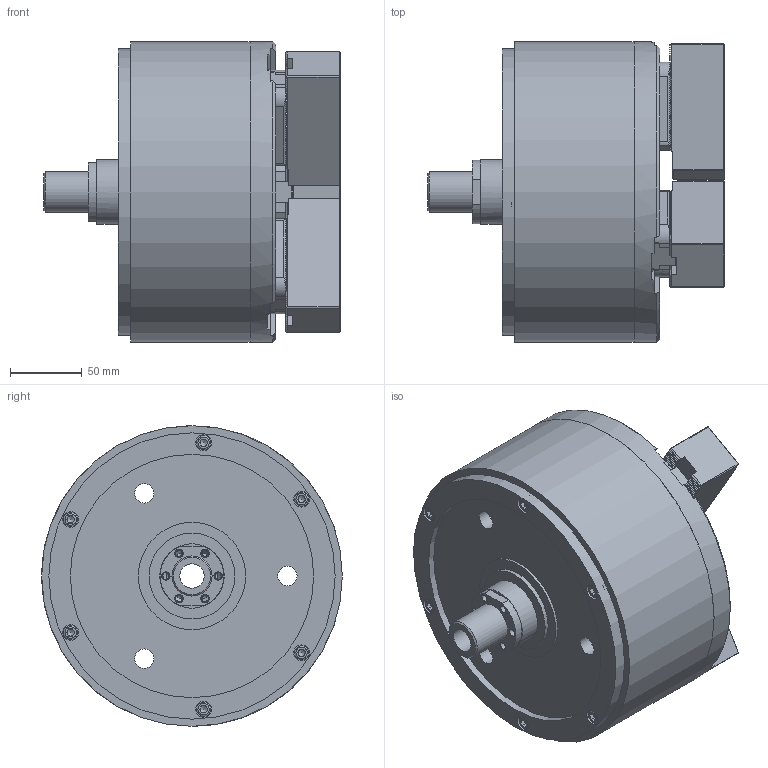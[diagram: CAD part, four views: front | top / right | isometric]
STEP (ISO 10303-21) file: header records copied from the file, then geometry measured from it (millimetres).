
FILE_DESCRIPTION(/* description */ ('Unknown'),/* implementation_level */ '2;1');
FILE_NAME(/* name */ '61P261678_DL208_ASSY solid ',/* time_stamp */ '2019-07-02T11:10:36+01:00',/* author */ ('Unknown'),/* organization */ ('Unknown'),/* preprocessor_version */ 'ST-DEVELOPER v16.7',/* originating_system */ 'DEX',/* authorisation */ $);
FILE_SCHEMA (('AUTOMOTIVE_DESIGN {1 0 10303 214 3 1 1}'));
Products named in the file (2): 61P261678_DL208_ASSY; 61P261678_DL208_ASSY_0
Assembly tree (1 placements, depth 2):
  61P261678_DL208_ASSY
    61P261678_DL208_ASSY_0
Bounding box: 206.94 x 210 x 210 mm (x, y, z)
Volume: 3745182.9 mm3; surface area: 762472.2 mm2
Topology: 59 solids, 59 shells, 4115 faces, 11279 edges, 7392 vertices
Faces by surface type: plane 2959, cylinder 880, cone 231, torus 45
Full cylindrical faces by diameter (mm): 4.5 x9, 4.8 x3, 5 x27, 6 x42, 6.6 x21, 6.8 x12, 8 x12, 9 x12, 9.6 x3, 10 x39, 11 x24, 12 x12, 13 x6, 13.5 x6, 16 x3, 17 x4, 18 x6, 19 x6, 20 x8, 21.5 x2, 23 x2, 28 x5, 28.5 x1, 32 x1, 34 x2, 36 x2, 36.5 x1, 45 x3, 49 x1, 57 x6
Entity records: 127205 total; most frequent: CARTESIAN_POINT 23295, ORIENTED_EDGE 21190, DIRECTION 20950, EDGE_CURVE 10595, LINE 8010, VECTOR 8010, VERTEX_POINT 7293, AXIS2_PLACEMENT_3D 6470
